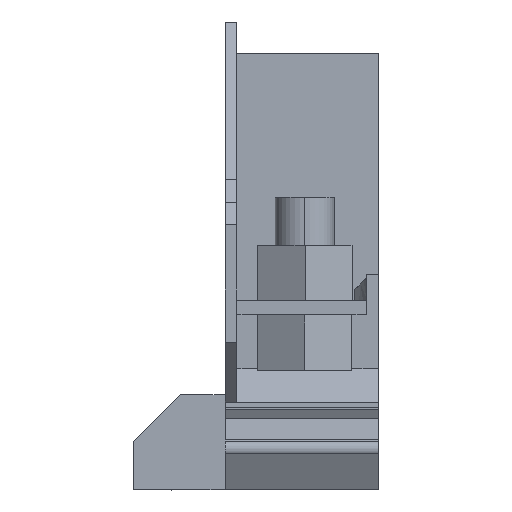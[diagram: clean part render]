
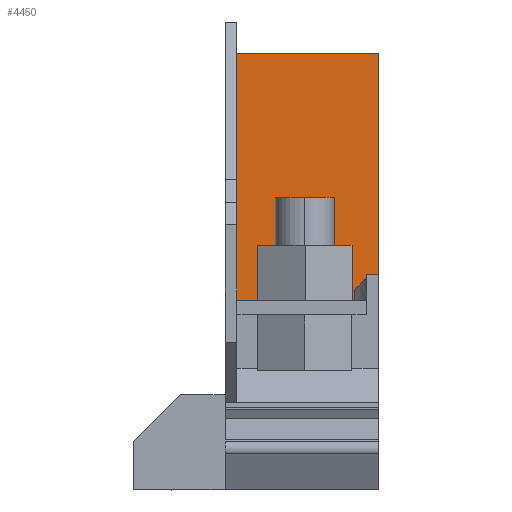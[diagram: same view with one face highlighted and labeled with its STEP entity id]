
A CAD part, front view. The second image highlights one B-rep face of the part: STEP entity #4450.
In plain terms, the highlighted face is planar.
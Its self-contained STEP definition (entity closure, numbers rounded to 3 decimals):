
#3740=CARTESIAN_POINT('',(-60.435,3.781,
-11.209));
#3750=DIRECTION('',(0.993,0.122,
0.));
#3760=DIRECTION('',(0.122,-0.993,
0.));
#3770=AXIS2_PLACEMENT_3D('',#3740,#3750,#3760);
#3780=PLANE('',#3770);
#3790=CARTESIAN_POINT('',(-59.966,-0.037,
-8.7));
#3800=DIRECTION('',(-0.122,0.993,
0.));
#3810=VECTOR('',#3800,1.);
#3820=LINE('',#3790,#3810);
#3830=CARTESIAN_POINT('',(-55.792,-34.035,
-8.7));
#3840=VERTEX_POINT('',#3830);
#3850=CARTESIAN_POINT('',(-58.078,-15.413,
-8.7));
#3860=VERTEX_POINT('',#3850);
#3870=EDGE_CURVE('',#3840,#3860,#3820,.T.);
#3880=ORIENTED_EDGE('',*,*,#3870,.F.);
#3890=CARTESIAN_POINT('',(-58.078,-15.413,
0.));
#3900=DIRECTION('',(0.,0.,1.));
#3910=VECTOR('',#3900,1.);
#3920=LINE('',#3890,#3910);
#3930=CARTESIAN_POINT('',(-58.078,-15.413,
-7.7));
#3940=VERTEX_POINT('',#3930);
#3950=EDGE_CURVE('',#3860,#3940,#3920,.T.);
#3960=ORIENTED_EDGE('',*,*,#3950,.F.);
#3970=CARTESIAN_POINT('',(-59.971,0.,
-7.7));
#3980=DIRECTION('',(0.122,-0.993,
0.));
#3990=VECTOR('',#3980,1.);
#4000=LINE('',#3970,#3990);
#4010=CARTESIAN_POINT('',(-58.107,-15.177,
-7.7));
#4020=VERTEX_POINT('',#4010);
#4030=EDGE_CURVE('',#4020,#3940,#4000,.T.);
#4040=ORIENTED_EDGE('',*,*,#4030,.T.);
#4050=CARTESIAN_POINT('',(-59.046,-7.534,
0.));
#4060=DIRECTION('',(0.086,-0.702,
-0.707));
#4070=VECTOR('',#4060,1.);
#4080=LINE('',#4050,#4070);
#4090=CARTESIAN_POINT('',(-58.229,-14.184,
-6.7));
#4100=VERTEX_POINT('',#4090);
#4110=EDGE_CURVE('',#4100,#4020,#4080,.T.);
#4120=ORIENTED_EDGE('',*,*,#4110,.T.);
#4130=CARTESIAN_POINT('',(-59.971,0.,
-6.7));
#4140=DIRECTION('',(0.122,-0.993,
0.));
#4150=VECTOR('',#4140,1.);
#4160=LINE('',#4130,#4150);
#4170=CARTESIAN_POINT('',(-58.345,-13.241,
-6.7));
#4180=VERTEX_POINT('',#4170);
#4190=EDGE_CURVE('',#4180,#4100,#4160,.T.);
#4200=ORIENTED_EDGE('',*,*,#4190,.T.);
#4210=CARTESIAN_POINT('',(-58.345,-13.241,
0.));
#4220=DIRECTION('',(0.,0.,1.));
#4230=VECTOR('',#4220,1.);
#4240=LINE('',#4210,#4230);
#4250=CARTESIAN_POINT('',(-58.345,-13.241,
3.3));
#4260=VERTEX_POINT('',#4250);
#4270=EDGE_CURVE('',#4180,#4260,#4240,.T.);
#4280=ORIENTED_EDGE('',*,*,#4270,.F.);
#4290=CARTESIAN_POINT('',(-59.971,0.,
3.3));
#4300=DIRECTION('',(0.122,-0.993,
0.));
#4310=VECTOR('',#4300,1.);
#4320=LINE('',#4290,#4310);
#4330=CARTESIAN_POINT('',(-55.792,-34.035,
3.3));
#4340=VERTEX_POINT('',#4330);
#4350=EDGE_CURVE('',#4260,#4340,#4320,.T.);
#4360=ORIENTED_EDGE('',*,*,#4350,.F.);
#4370=CARTESIAN_POINT('',(-55.792,-34.035,
0.));
#4380=DIRECTION('',(0.,0.,-1.));
#4390=VECTOR('',#4380,1.);
#4400=LINE('',#4370,#4390);
#4410=EDGE_CURVE('',#4340,#3840,#4400,.T.);
#4420=ORIENTED_EDGE('',*,*,#4410,.F.);
#4430=EDGE_LOOP('',(#4420,#4360,#4280,#4200,#4120,#4040,#3960,#3880));
#4440=FACE_OUTER_BOUND('',#4430,.T.);
#4450=ADVANCED_FACE('',(#4440),#3780,.F.);
